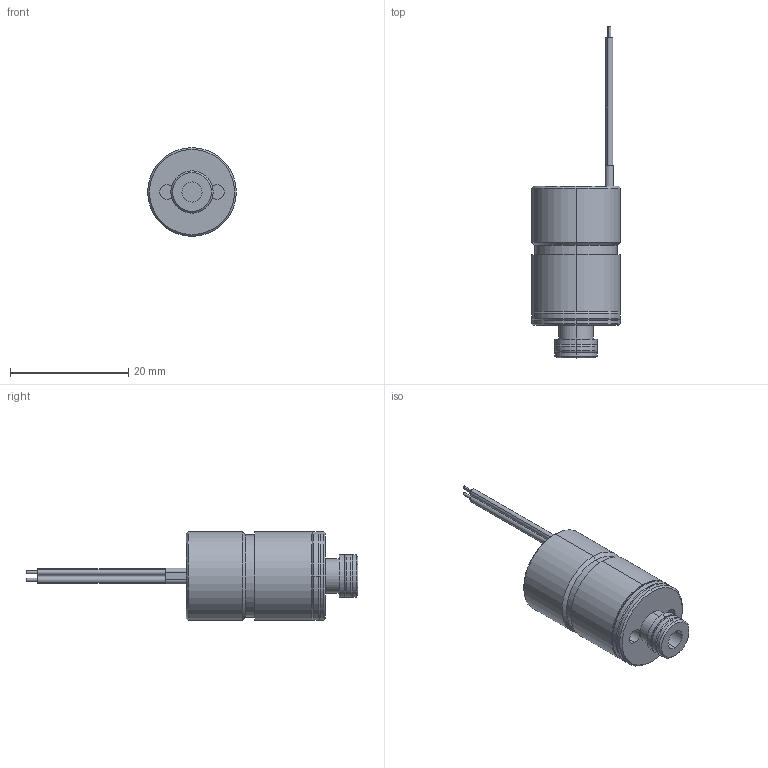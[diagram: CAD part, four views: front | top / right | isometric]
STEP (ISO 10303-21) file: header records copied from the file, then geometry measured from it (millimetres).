
FILE_DESCRIPTION (( 'STEP AP214' ), '1' );
FILE_NAME ('VA 204-5.STEP', '2016-02-01T09:42:22', ( '' ), ( '' ), 'SwSTEP 2.0', 'SolidWorks 2012', '' );
FILE_SCHEMA (( 'AUTOMOTIVE_DESIGN' ));
Length unit declared in the file: millimetre
Products named in the file (1): VA 204-5
Bounding box: 15 x 56.18 x 15 mm (x, y, z)
Volume: 4231.3 mm3; surface area: 2050.5 mm2
Topology: 1 solids, 1 shells, 102 faces, 229 edges, 145 vertices
Faces by surface type: cylinder 57, plane 22, cone 12, torus 8, bspline 3
Entity records: 5078 total; most frequent: CARTESIAN_POINT 1763, DIRECTION 485, ORIENTED_EDGE 454, EDGE_CURVE 227, AXIS2_PLACEMENT_3D 203, VERTEX_POINT 145, EDGE_LOOP 120, CIRCLE 103
